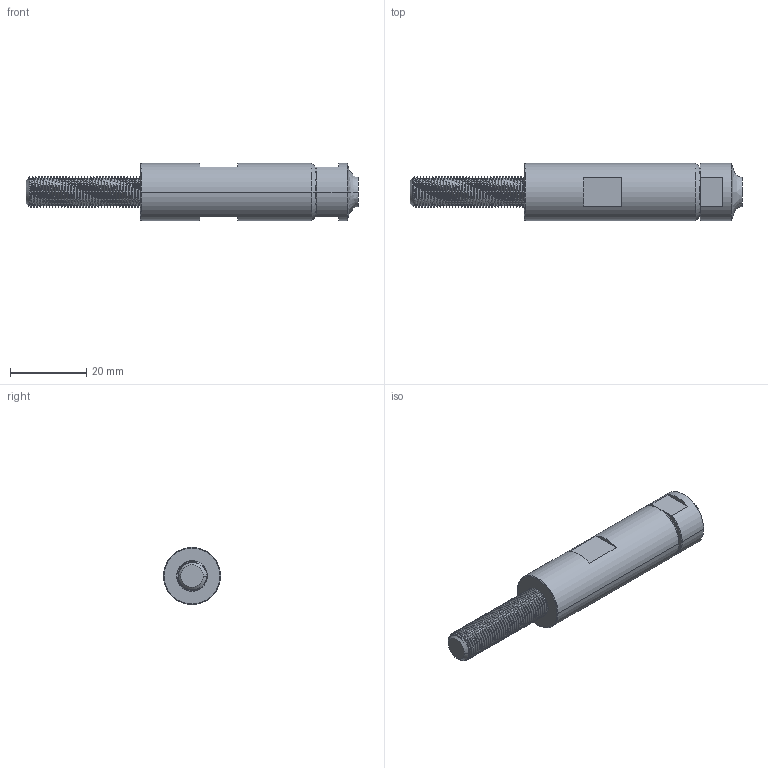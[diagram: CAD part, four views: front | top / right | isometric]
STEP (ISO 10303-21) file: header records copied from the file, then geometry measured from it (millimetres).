
FILE_DESCRIPTION (( 'STEP AP203' ), '1' );
FILE_NAME ('3D_GS5524-L_5x87_188500350.STEP', '2024-09-24T06:20:36', ( '' ), ( '' ), 'SwSTEP 2.0', 'SolidWorks 2024', '' );
FILE_SCHEMA (( 'CONFIG_CONTROL_DESIGN' ));
Length unit declared in the file: millimetre
Products named in the file (1): 3D_GS5524-L_5x87_188500350
Bounding box: 87 x 15 x 15 mm (x, y, z)
Volume: 10439.6 mm3; surface area: 4632 mm2
Topology: 1 solids, 1 shells, 119 faces, 318 edges, 208 vertices
Faces by surface type: cylinder 84, plane 18, bspline 6, cone 6, torus 5
Entity records: 10962 total; most frequent: CARTESIAN_POINT 8367, ORIENTED_EDGE 636, DIRECTION 431, EDGE_CURVE 318, VERTEX_POINT 208, AXIS2_PLACEMENT_3D 161, EDGE_LOOP 126, FACE_OUTER_BOUND 119
